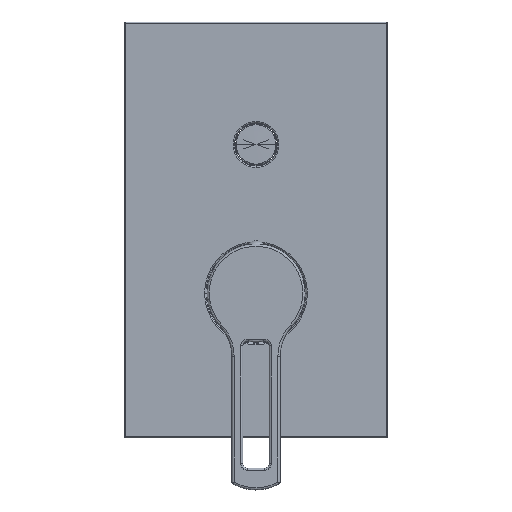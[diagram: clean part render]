
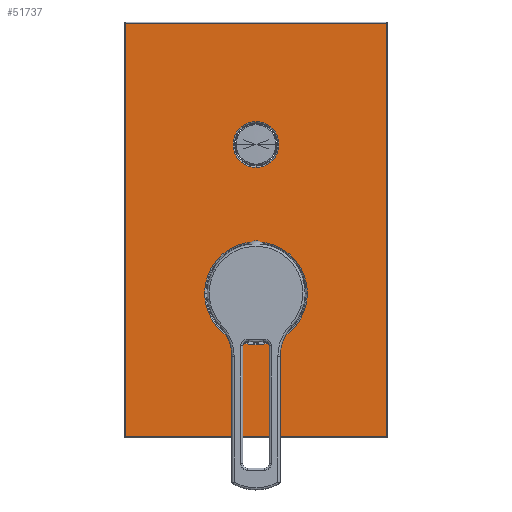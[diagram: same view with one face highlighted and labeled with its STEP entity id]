
A CAD part, top view. The second image highlights one B-rep face of the part: STEP entity #51737.
In plain terms, the highlighted planar face has unit normal (0, 0, 1).
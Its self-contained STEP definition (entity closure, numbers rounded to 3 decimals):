
#50406=DIRECTION('',(-1.,0.,0.));
#50407=VECTOR('',#50406,119.);
#50408=CARTESIAN_POINT('',(59.5,123.5,46.8));
#50409=LINE('',#50408,#50407);
#50410=DIRECTION('',(0.,1.,0.));
#50411=VECTOR('',#50410,189.);
#50412=CARTESIAN_POINT('',(59.5,-65.5,46.8));
#50413=LINE('',#50412,#50411);
#50414=DIRECTION('',(1.,0.,0.));
#50415=VECTOR('',#50414,119.);
#50416=CARTESIAN_POINT('',(-59.5,-65.5,46.8));
#50417=LINE('',#50416,#50415);
#50418=DIRECTION('',(0.,-1.,0.));
#50419=VECTOR('',#50418,189.);
#50420=CARTESIAN_POINT('',(-59.5,123.5,46.8));
#50421=LINE('',#50420,#50419);
#50422=CARTESIAN_POINT('',(0.,0.,46.8));
#50423=DIRECTION('',(0.,0.,-1.));
#50424=DIRECTION('',(1.,0.,0.));
#50425=AXIS2_PLACEMENT_3D('',#50422,#50423,#50424);
#50427=CARTESIAN_POINT('',(0.,0.,46.8));
#50428=DIRECTION('',(0.,0.,-1.));
#50429=DIRECTION('',(-1.,0.,0.));
#50430=AXIS2_PLACEMENT_3D('',#50427,#50428,#50429);
#50432=CARTESIAN_POINT('',(0.,68.,46.8));
#50433=DIRECTION('',(0.,0.,-1.));
#50434=DIRECTION('',(-1.,0.,0.));
#50435=AXIS2_PLACEMENT_3D('',#50432,#50433,#50434);
#50437=CARTESIAN_POINT('',(0.,68.,46.8));
#50438=DIRECTION('',(0.,0.,-1.));
#50439=DIRECTION('',(1.,0.,0.));
#50440=AXIS2_PLACEMENT_3D('',#50437,#50438,#50439);
#51343=CARTESIAN_POINT('',(59.5,123.5,46.8));
#51344=CARTESIAN_POINT('',(-59.5,123.5,46.8));
#51345=VERTEX_POINT('',#51343);
#51346=VERTEX_POINT('',#51344);
#51351=CARTESIAN_POINT('',(-59.5,-65.5,46.8));
#51352=VERTEX_POINT('',#51351);
#51357=CARTESIAN_POINT('',(59.5,-65.5,46.8));
#51358=VERTEX_POINT('',#51357);
#51363=CARTESIAN_POINT('',(23.5,0.,46.8));
#51364=CARTESIAN_POINT('',(-23.5,0.,46.8));
#51365=VERTEX_POINT('',#51363);
#51366=VERTEX_POINT('',#51364);
#51371=CARTESIAN_POINT('',(-10.5,68.,46.8));
#51372=CARTESIAN_POINT('',(10.5,68.,46.8));
#51373=VERTEX_POINT('',#51371);
#51374=VERTEX_POINT('',#51372);
#51711=CARTESIAN_POINT('',(0.,29.,46.8));
#51712=DIRECTION('',(0.,0.,1.));
#51713=DIRECTION('',(1.,0.,0.));
#51714=AXIS2_PLACEMENT_3D('',#51711,#51712,#51713);
#51715=PLANE('',#51714);
#51717=ORIENTED_EDGE('',*,*,#51716,.F.);
#51719=ORIENTED_EDGE('',*,*,#51718,.F.);
#51721=ORIENTED_EDGE('',*,*,#51720,.F.);
#51723=ORIENTED_EDGE('',*,*,#51722,.F.);
#51724=EDGE_LOOP('',(#51717,#51719,#51721,#51723));
#51725=FACE_OUTER_BOUND('',#51724,.F.);
#51727=ORIENTED_EDGE('',*,*,#51726,.F.);
#51729=ORIENTED_EDGE('',*,*,#51728,.F.);
#51730=EDGE_LOOP('',(#51727,#51729));
#51731=FACE_BOUND('',#51730,.F.);
#51732=ORIENTED_EDGE('',*,*,#51694,.F.);
#51734=ORIENTED_EDGE('',*,*,#51733,.F.);
#51735=EDGE_LOOP('',(#51732,#51734));
#51736=FACE_BOUND('',#51735,.F.);
#51737=ADVANCED_FACE('',(#51725,#51731,#51736),#51715,.T.);
#50426=CIRCLE('',#50425,23.5);
#50431=CIRCLE('',#50430,23.5);
#50436=CIRCLE('',#50435,10.5);
#50441=CIRCLE('',#50440,10.5);
#51694=EDGE_CURVE('',#51373,#51374,#50436,.T.);
#51716=EDGE_CURVE('',#51345,#51346,#50409,.T.);
#51718=EDGE_CURVE('',#51358,#51345,#50413,.T.);
#51720=EDGE_CURVE('',#51352,#51358,#50417,.T.);
#51722=EDGE_CURVE('',#51346,#51352,#50421,.T.);
#51726=EDGE_CURVE('',#51365,#51366,#50426,.T.);
#51728=EDGE_CURVE('',#51366,#51365,#50431,.T.);
#51733=EDGE_CURVE('',#51374,#51373,#50441,.T.);
